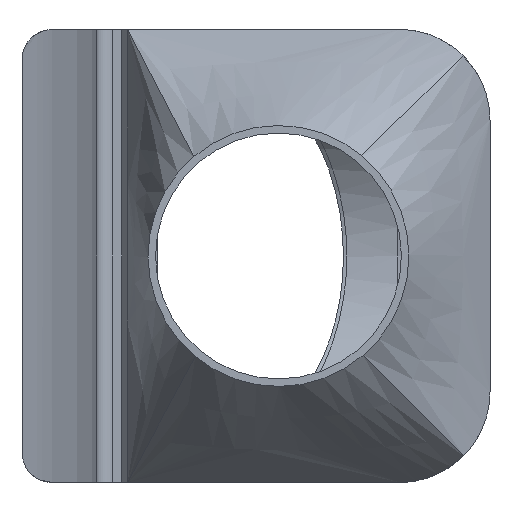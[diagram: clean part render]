
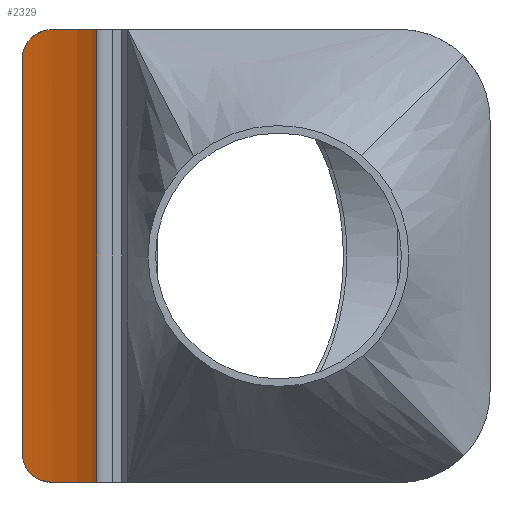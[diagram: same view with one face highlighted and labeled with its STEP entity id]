
A CAD part, front view. The second image highlights one B-rep face of the part: STEP entity #2329.
In plain terms, the highlighted cylindrical face has radius 199.8 mm (diameter 399.6 mm), a partial arc.
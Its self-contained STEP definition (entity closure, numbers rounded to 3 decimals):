
#39=B_SPLINE_CURVE_WITH_KNOTS('',3,(#4044,#4045,#4046,#4047,#4048,#4049,
#4050,#4051,#4052,#4053,#4054,#4055,#4056,#4057,#4058,#4059,#4060,#4061,
#4062,#4063,#4064,#4065,#4066,#4067,#4068,#4069,#4070,#4071,#4072,#4073,
#4074,#4075,#4076,#4077),.UNSPECIFIED.,.F.,.F.,(4,3,3,3,3,3,3,3,3,3,3,4),
(0.197,0.354,0.515,0.647,
0.698,0.735,0.94,1.197,1.54,
1.969,2.441,2.623),.UNSPECIFIED.);
#41=B_SPLINE_CURVE_WITH_KNOTS('',3,(#4119,#4120,#4121,#4122,#4123,#4124,
#4125,#4126,#4127,#4128,#4129,#4130,#4131,#4132,#4133,#4134,#4135,#4136,
#4137,#4138,#4139,#4140,#4141,#4142,#4143,#4144,#4145,#4146,#4147,#4148,
#4149,#4150,#4151,#4152),.UNSPECIFIED.,.F.,.F.,(4,3,3,3,3,3,3,3,3,3,3,4),
(3.429,3.902,4.319,4.676,4.971,
5.193,5.283,5.318,5.355,5.534,
5.701,5.856),.UNSPECIFIED.);
#60=CYLINDRICAL_SURFACE('',#2520,199.8);
#158=FACE_OUTER_BOUND('',#296,.T.);
#296=EDGE_LOOP('',(#1841,#1842,#1843,#1844,#1845,#1846));
#403=CIRCLE('',#2495,199.8);
#408=CIRCLE('',#2504,199.8);
#597=LINE('',#4153,#842);
#598=LINE('',#4154,#843);
#842=VECTOR('',#2966,10.);
#843=VECTOR('',#2967,10.);
#1037=VERTEX_POINT('',#3936);
#1038=VERTEX_POINT('',#3938);
#1049=VERTEX_POINT('',#3968);
#1050=VERTEX_POINT('',#3970);
#1077=VERTEX_POINT('',#4043);
#1079=VERTEX_POINT('',#4118);
#1298=EDGE_CURVE('',#1037,#1038,#403,.T.);
#1314=EDGE_CURVE('',#1049,#1050,#408,.T.);
#1351=EDGE_CURVE('',#1077,#1037,#39,.T.);
#1354=EDGE_CURVE('',#1050,#1079,#41,.T.);
#1355=EDGE_CURVE('',#1038,#1049,#597,.T.);
#1356=EDGE_CURVE('',#1077,#1079,#598,.T.);
#1841=ORIENTED_EDGE('',*,*,#1354,.F.);
#1842=ORIENTED_EDGE('',*,*,#1314,.F.);
#1843=ORIENTED_EDGE('',*,*,#1355,.F.);
#1844=ORIENTED_EDGE('',*,*,#1298,.F.);
#1845=ORIENTED_EDGE('',*,*,#1351,.F.);
#1846=ORIENTED_EDGE('',*,*,#1356,.T.);
#2329=ADVANCED_FACE('',(#158),#60,.T.);
#2495=AXIS2_PLACEMENT_3D('',#3939,#2872,#2873);
#2504=AXIS2_PLACEMENT_3D('',#3971,#2901,#2902);
#2520=AXIS2_PLACEMENT_3D('',#4117,#2964,#2965);
#2872=DIRECTION('center_axis',(0.,0.,
1.));
#2873=DIRECTION('ref_axis',(0.876,-0.483,0.));
#2901=DIRECTION('center_axis',(0.,0.,
-1.));
#2902=DIRECTION('ref_axis',(0.876,-0.483,0.));
#2964=DIRECTION('center_axis',(0.,0.,-1.));
#2965=DIRECTION('ref_axis',(0.876,-0.483,0.));
#2966=DIRECTION('',(0.,0.,-1.));
#2967=DIRECTION('',(0.,0.,-1.));
#3936=CARTESIAN_POINT('',(-7.419,86.281,0.));
#3938=CARTESIAN_POINT('',(7.42,162.364,0.));
#3939=CARTESIAN_POINT('Origin',(-192.38,161.842,0.));
#3968=CARTESIAN_POINT('',(7.42,162.364,-150.));
#3970=CARTESIAN_POINT('',(-7.419,86.281,-150.));
#3971=CARTESIAN_POINT('Origin',(-192.38,161.842,-150.));
#4043=CARTESIAN_POINT('',(-17.236,65.693,-8.097));
#4044=CARTESIAN_POINT('Ctrl Pts',(-17.236,65.693,-8.097));
#4045=CARTESIAN_POINT('Ctrl Pts',(-17.141,65.865,-7.61));
#4046=CARTESIAN_POINT('Ctrl Pts',(-17.013,66.099,-7.144));
#4047=CARTESIAN_POINT('Ctrl Pts',(-16.861,66.379,-6.707));
#4048=CARTESIAN_POINT('Ctrl Pts',(-16.706,66.663,-6.263));
#4049=CARTESIAN_POINT('Ctrl Pts',(-16.526,66.996,-5.849));
#4050=CARTESIAN_POINT('Ctrl Pts',(-16.332,67.357,-5.467));
#4051=CARTESIAN_POINT('Ctrl Pts',(-16.173,67.654,-5.154));
#4052=CARTESIAN_POINT('Ctrl Pts',(-16.004,67.971,-4.863));
#4053=CARTESIAN_POINT('Ctrl Pts',(-15.832,68.294,-4.596));
#4054=CARTESIAN_POINT('Ctrl Pts',(-15.765,68.422,-4.491));
#4055=CARTESIAN_POINT('Ctrl Pts',(-15.697,68.551,-4.389));
#4056=CARTESIAN_POINT('Ctrl Pts',(-15.629,68.68,-4.291));
#4057=CARTESIAN_POINT('Ctrl Pts',(-15.581,68.77,-4.223));
#4058=CARTESIAN_POINT('Ctrl Pts',(-15.534,68.86,-4.156));
#4059=CARTESIAN_POINT('Ctrl Pts',(-15.486,68.951,-4.091));
#4060=CARTESIAN_POINT('Ctrl Pts',(-15.217,69.463,-3.724));
#4061=CARTESIAN_POINT('Ctrl Pts',(-14.938,70.,-3.395));
#4062=CARTESIAN_POINT('Ctrl Pts',(-14.651,70.558,-3.094));
#4063=CARTESIAN_POINT('Ctrl Pts',(-14.293,71.256,-2.719));
#4064=CARTESIAN_POINT('Ctrl Pts',(-13.924,71.985,-2.39));
#4065=CARTESIAN_POINT('Ctrl Pts',(-13.548,72.738,-2.099));
#4066=CARTESIAN_POINT('Ctrl Pts',(-13.047,73.745,-1.71));
#4067=CARTESIAN_POINT('Ctrl Pts',(-12.534,74.796,-1.388));
#4068=CARTESIAN_POINT('Ctrl Pts',(-12.021,75.873,-1.122));
#4069=CARTESIAN_POINT('Ctrl Pts',(-11.38,77.218,-0.79));
#4070=CARTESIAN_POINT('Ctrl Pts',(-10.737,78.604,-0.545));
#4071=CARTESIAN_POINT('Ctrl Pts',(-10.112,79.996,-0.37));
#4072=CARTESIAN_POINT('Ctrl Pts',(-9.424,81.53,-0.177));
#4073=CARTESIAN_POINT('Ctrl Pts',(-8.756,83.071,-0.07));
#4074=CARTESIAN_POINT('Ctrl Pts',(-8.127,84.569,-0.025));
#4075=CARTESIAN_POINT('Ctrl Pts',(-7.885,85.147,-0.008));
#4076=CARTESIAN_POINT('Ctrl Pts',(-7.648,85.719,0.));
#4077=CARTESIAN_POINT('Ctrl Pts',(-7.419,86.281,0.));
#4117=CARTESIAN_POINT('Origin',(-192.38,161.842,0.));
#4118=CARTESIAN_POINT('',(-17.236,65.693,-141.903));
#4119=CARTESIAN_POINT('Ctrl Pts',(-7.419,86.281,-150.));
#4120=CARTESIAN_POINT('Ctrl Pts',(-8.014,84.823,-150.));
#4121=CARTESIAN_POINT('Ctrl Pts',(-8.656,83.303,-149.947));
#4122=CARTESIAN_POINT('Ctrl Pts',(-9.326,81.771,-149.816));
#4123=CARTESIAN_POINT('Ctrl Pts',(-9.918,80.418,-149.701));
#4124=CARTESIAN_POINT('Ctrl Pts',(-10.532,79.055,-149.527));
#4125=CARTESIAN_POINT('Ctrl Pts',(-11.154,77.715,-149.276));
#4126=CARTESIAN_POINT('Ctrl Pts',(-11.685,76.57,-149.062));
#4127=CARTESIAN_POINT('Ctrl Pts',(-12.222,75.443,-148.793));
#4128=CARTESIAN_POINT('Ctrl Pts',(-12.753,74.353,-148.458));
#4129=CARTESIAN_POINT('Ctrl Pts',(-13.192,73.452,-148.182));
#4130=CARTESIAN_POINT('Ctrl Pts',(-13.627,72.577,-147.86));
#4131=CARTESIAN_POINT('Ctrl Pts',(-14.051,71.738,-147.484));
#4132=CARTESIAN_POINT('Ctrl Pts',(-14.368,71.108,-147.203));
#4133=CARTESIAN_POINT('Ctrl Pts',(-14.68,70.5,-146.891));
#4134=CARTESIAN_POINT('Ctrl Pts',(-14.982,69.917,-146.541));
#4135=CARTESIAN_POINT('Ctrl Pts',(-15.106,69.678,-146.398));
#4136=CARTESIAN_POINT('Ctrl Pts',(-15.228,69.443,-146.249));
#4137=CARTESIAN_POINT('Ctrl Pts',(-15.349,69.213,-146.092));
#4138=CARTESIAN_POINT('Ctrl Pts',(-15.395,69.124,-146.032));
#4139=CARTESIAN_POINT('Ctrl Pts',(-15.441,69.036,-145.97));
#4140=CARTESIAN_POINT('Ctrl Pts',(-15.487,68.949,-145.908));
#4141=CARTESIAN_POINT('Ctrl Pts',(-15.535,68.858,-145.843));
#4142=CARTESIAN_POINT('Ctrl Pts',(-15.582,68.768,-145.776));
#4143=CARTESIAN_POINT('Ctrl Pts',(-15.63,68.678,-145.707));
#4144=CARTESIAN_POINT('Ctrl Pts',(-15.865,68.232,-145.369));
#4145=CARTESIAN_POINT('Ctrl Pts',(-16.1,67.79,-144.986));
#4146=CARTESIAN_POINT('Ctrl Pts',(-16.318,67.384,-144.561));
#4147=CARTESIAN_POINT('Ctrl Pts',(-16.52,67.006,-144.166));
#4148=CARTESIAN_POINT('Ctrl Pts',(-16.708,66.66,-143.734));
#4149=CARTESIAN_POINT('Ctrl Pts',(-16.868,66.365,-143.272));
#4150=CARTESIAN_POINT('Ctrl Pts',(-17.017,66.091,-142.841));
#4151=CARTESIAN_POINT('Ctrl Pts',(-17.143,65.862,-142.382));
#4152=CARTESIAN_POINT('Ctrl Pts',(-17.236,65.693,-141.903));
#4153=CARTESIAN_POINT('',(7.42,162.364,0.));
#4154=CARTESIAN_POINT('',(-17.236,65.693,0.));
